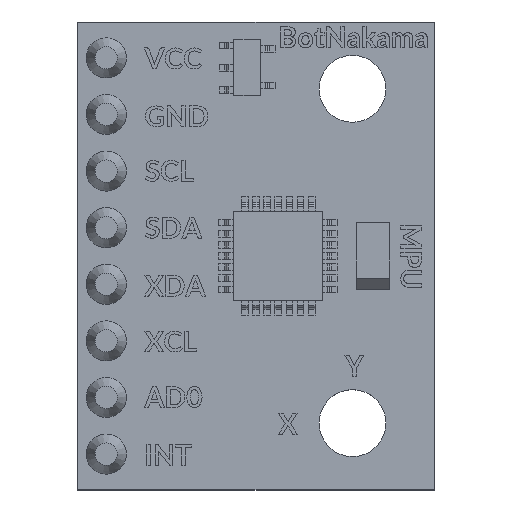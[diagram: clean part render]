
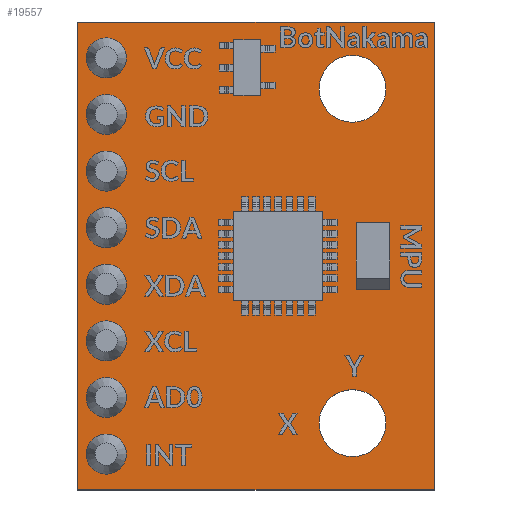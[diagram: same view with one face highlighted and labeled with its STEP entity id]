
A CAD part, top view. The second image highlights one B-rep face of the part: STEP entity #19557.
In plain terms, the highlighted planar face has unit normal (0, 0, 1).
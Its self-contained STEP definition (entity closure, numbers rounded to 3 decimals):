
#247=FACE_BOUND('',#1903,.T.);
#248=FACE_BOUND('',#1904,.T.);
#249=FACE_BOUND('',#1905,.T.);
#250=FACE_BOUND('',#1906,.T.);
#251=FACE_BOUND('',#1907,.T.);
#252=FACE_BOUND('',#1908,.T.);
#253=FACE_BOUND('',#1909,.T.);
#254=FACE_BOUND('',#1910,.T.);
#255=FACE_BOUND('',#1911,.T.);
#256=FACE_BOUND('',#1912,.T.);
#288=CIRCLE('',#21397,1.5);
#290=CIRCLE('',#21400,1.5);
#292=CIRCLE('',#21403,0.5);
#294=CIRCLE('',#21406,0.5);
#296=CIRCLE('',#21409,0.5);
#298=CIRCLE('',#21412,0.5);
#300=CIRCLE('',#21415,0.5);
#302=CIRCLE('',#21418,0.5);
#304=CIRCLE('',#21421,0.5);
#306=CIRCLE('',#21424,0.5);
#813=FACE_OUTER_BOUND('',#1902,.T.);
#1902=EDGE_LOOP('',(#13343,#13344,#13345,#13346));
#1903=EDGE_LOOP('',(#13347));
#1904=EDGE_LOOP('',(#13348));
#1905=EDGE_LOOP('',(#13349));
#1906=EDGE_LOOP('',(#13350));
#1907=EDGE_LOOP('',(#13351));
#1908=EDGE_LOOP('',(#13352));
#1909=EDGE_LOOP('',(#13353));
#1910=EDGE_LOOP('',(#13354));
#1911=EDGE_LOOP('',(#13355));
#1912=EDGE_LOOP('',(#13356));
#3729=LINE('',#27876,#5833);
#3732=LINE('',#27882,#5836);
#3735=LINE('',#27888,#5839);
#3738=LINE('',#27893,#5842);
#5833=VECTOR('',#22847,1.);
#5836=VECTOR('',#22852,1.);
#5839=VECTOR('',#22857,1.);
#5842=VECTOR('',#22862,1.);
#7945=VERTEX_POINT('',#27873);
#7946=VERTEX_POINT('',#27875);
#7948=VERTEX_POINT('',#27881);
#7950=VERTEX_POINT('',#27887);
#7952=VERTEX_POINT('',#27896);
#7954=VERTEX_POINT('',#27902);
#7956=VERTEX_POINT('',#27908);
#7958=VERTEX_POINT('',#27914);
#7960=VERTEX_POINT('',#27920);
#7962=VERTEX_POINT('',#27926);
#7964=VERTEX_POINT('',#27932);
#7966=VERTEX_POINT('',#27938);
#7968=VERTEX_POINT('',#27944);
#7970=VERTEX_POINT('',#27950);
#10150=EDGE_CURVE('',#7945,#7946,#3729,.T.);
#10153=EDGE_CURVE('',#7946,#7948,#3732,.T.);
#10156=EDGE_CURVE('',#7948,#7950,#3735,.T.);
#10159=EDGE_CURVE('',#7950,#7945,#3738,.T.);
#10161=EDGE_CURVE('',#7952,#7952,#288,.T.);
#10164=EDGE_CURVE('',#7954,#7954,#290,.T.);
#10167=EDGE_CURVE('',#7956,#7956,#292,.T.);
#10170=EDGE_CURVE('',#7958,#7958,#294,.T.);
#10173=EDGE_CURVE('',#7960,#7960,#296,.T.);
#10176=EDGE_CURVE('',#7962,#7962,#298,.T.);
#10179=EDGE_CURVE('',#7964,#7964,#300,.T.);
#10182=EDGE_CURVE('',#7966,#7966,#302,.T.);
#10185=EDGE_CURVE('',#7968,#7968,#304,.T.);
#10188=EDGE_CURVE('',#7970,#7970,#306,.T.);
#13343=ORIENTED_EDGE('',*,*,#10150,.F.);
#13344=ORIENTED_EDGE('',*,*,#10159,.F.);
#13345=ORIENTED_EDGE('',*,*,#10156,.F.);
#13346=ORIENTED_EDGE('',*,*,#10153,.F.);
#13347=ORIENTED_EDGE('',*,*,#10161,.F.);
#13348=ORIENTED_EDGE('',*,*,#10164,.F.);
#13349=ORIENTED_EDGE('',*,*,#10167,.F.);
#13350=ORIENTED_EDGE('',*,*,#10170,.F.);
#13351=ORIENTED_EDGE('',*,*,#10173,.F.);
#13352=ORIENTED_EDGE('',*,*,#10176,.F.);
#13353=ORIENTED_EDGE('',*,*,#10179,.F.);
#13354=ORIENTED_EDGE('',*,*,#10182,.F.);
#13355=ORIENTED_EDGE('',*,*,#10185,.F.);
#13356=ORIENTED_EDGE('',*,*,#10188,.F.);
#18519=PLANE('',#21427);
#19557=ADVANCED_FACE('',(#813,#247,#248,#249,#250,#251,#252,#253,#254,#255,
#256),#18519,.T.);
#21397=AXIS2_PLACEMENT_3D('',#27897,#22866,#22867);
#21400=AXIS2_PLACEMENT_3D('',#27903,#22873,#22874);
#21403=AXIS2_PLACEMENT_3D('',#27909,#22880,#22881);
#21406=AXIS2_PLACEMENT_3D('',#27915,#22887,#22888);
#21409=AXIS2_PLACEMENT_3D('',#27921,#22894,#22895);
#21412=AXIS2_PLACEMENT_3D('',#27927,#22901,#22902);
#21415=AXIS2_PLACEMENT_3D('',#27933,#22908,#22909);
#21418=AXIS2_PLACEMENT_3D('',#27939,#22915,#22916);
#21421=AXIS2_PLACEMENT_3D('',#27945,#22922,#22923);
#21424=AXIS2_PLACEMENT_3D('',#27951,#22929,#22930);
#21427=AXIS2_PLACEMENT_3D('',#27956,#22936,#22937);
#22847=DIRECTION('',(1.,0.,0.));
#22852=DIRECTION('',(0.,-1.,0.));
#22857=DIRECTION('',(-1.,0.,0.));
#22862=DIRECTION('',(0.,1.,0.));
#22866=DIRECTION('center_axis',(0.,0.,1.));
#22867=DIRECTION('ref_axis',(1.,0.,0.));
#22873=DIRECTION('center_axis',(0.,0.,1.));
#22874=DIRECTION('ref_axis',(1.,0.,0.));
#22880=DIRECTION('center_axis',(0.,0.,1.));
#22881=DIRECTION('ref_axis',(1.,0.,0.));
#22887=DIRECTION('center_axis',(0.,0.,1.));
#22888=DIRECTION('ref_axis',(1.,0.,0.));
#22894=DIRECTION('center_axis',(0.,0.,1.));
#22895=DIRECTION('ref_axis',(1.,0.,0.));
#22901=DIRECTION('center_axis',(0.,0.,1.));
#22902=DIRECTION('ref_axis',(1.,0.,0.));
#22908=DIRECTION('center_axis',(0.,0.,1.));
#22909=DIRECTION('ref_axis',(1.,0.,0.));
#22915=DIRECTION('center_axis',(0.,0.,1.));
#22916=DIRECTION('ref_axis',(1.,0.,0.));
#22922=DIRECTION('center_axis',(0.,0.,1.));
#22923=DIRECTION('ref_axis',(1.,0.,0.));
#22929=DIRECTION('center_axis',(0.,0.,1.));
#22930=DIRECTION('ref_axis',(1.,0.,0.));
#22936=DIRECTION('center_axis',(0.,0.,1.));
#22937=DIRECTION('ref_axis',(1.,0.,0.));
#27873=CARTESIAN_POINT('',(-8.,10.5,1.));
#27875=CARTESIAN_POINT('',(8.,10.5,1.));
#27876=CARTESIAN_POINT('',(-8.,10.5,1.));
#27881=CARTESIAN_POINT('',(8.,-10.5,1.));
#27882=CARTESIAN_POINT('',(8.,10.5,1.));
#27887=CARTESIAN_POINT('',(-8.,-10.5,1.));
#27888=CARTESIAN_POINT('',(8.,-10.5,1.));
#27893=CARTESIAN_POINT('',(-8.,-10.5,1.));
#27896=CARTESIAN_POINT('',(2.83,-7.5,1.));
#27897=CARTESIAN_POINT('Origin',(4.33,-7.5,1.));
#27902=CARTESIAN_POINT('',(2.83,7.5,1.));
#27903=CARTESIAN_POINT('Origin',(4.33,7.5,1.));
#27908=CARTESIAN_POINT('',(-7.25,-6.35,1.));
#27909=CARTESIAN_POINT('Origin',(-6.75,-6.35,1.));
#27914=CARTESIAN_POINT('',(-7.25,6.35,1.));
#27915=CARTESIAN_POINT('Origin',(-6.75,6.35,1.));
#27920=CARTESIAN_POINT('',(-7.25,-3.81,1.));
#27921=CARTESIAN_POINT('Origin',(-6.75,-3.81,1.));
#27926=CARTESIAN_POINT('',(-7.25,-1.27,1.));
#27927=CARTESIAN_POINT('Origin',(-6.75,-1.27,1.));
#27932=CARTESIAN_POINT('',(-7.25,3.81,1.));
#27933=CARTESIAN_POINT('Origin',(-6.75,3.81,1.));
#27938=CARTESIAN_POINT('',(-7.25,1.27,1.));
#27939=CARTESIAN_POINT('Origin',(-6.75,1.27,1.));
#27944=CARTESIAN_POINT('',(-7.25,-8.89,1.));
#27945=CARTESIAN_POINT('Origin',(-6.75,-8.89,1.));
#27950=CARTESIAN_POINT('',(-7.25,8.89,1.));
#27951=CARTESIAN_POINT('Origin',(-6.75,8.89,1.));
#27956=CARTESIAN_POINT('Origin',(-8.,10.5,1.));
